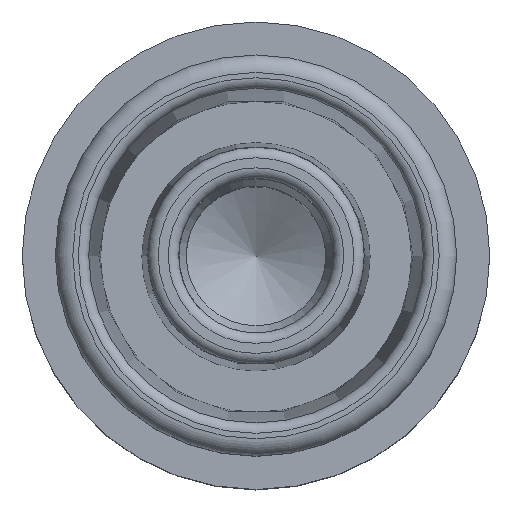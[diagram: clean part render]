
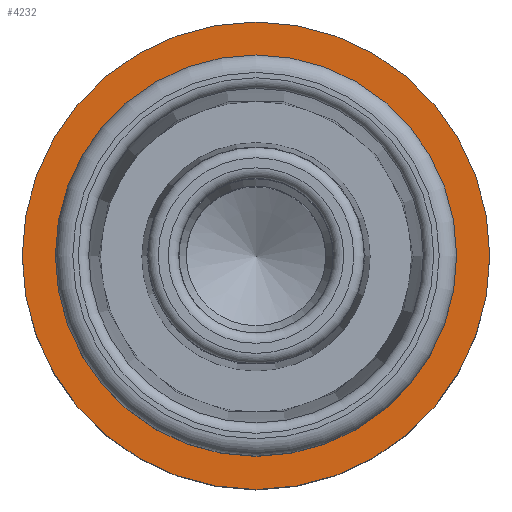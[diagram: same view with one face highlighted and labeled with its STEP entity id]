
A CAD part, top view. The second image highlights one B-rep face of the part: STEP entity #4232.
In plain terms, the highlighted planar face has unit normal (0, 0, 1).
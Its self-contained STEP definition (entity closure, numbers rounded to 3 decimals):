
#622 = CARTESIAN_POINT ( 'NONE',  ( 5.75, 0., -3.19 ) ) ;
#647 = EDGE_CURVE ( 'NONE', #675, #675, #7651, .T. ) ;
#650 = DIRECTION ( 'NONE',  ( 1., 0., 0. ) ) ;
#675 = VERTEX_POINT ( 'NONE', #622 ) ;
#986 = FACE_OUTER_BOUND ( 'NONE', #8147, .T. ) ;
#1044 = DIRECTION ( 'NONE',  ( 0., 0., 1. ) ) ;
#1722 = DIRECTION ( 'NONE',  ( 0., 0., -1. ) ) ;
#1751 = ORIENTED_EDGE ( 'NONE', *, *, #3031, .T. ) ;
#1788 = EDGE_LOOP ( 'NONE', ( #6100 ) ) ;
#2670 = DIRECTION ( 'NONE',  ( 0., 0., 1. ) ) ;
#2738 = AXIS2_PLACEMENT_3D ( 'NONE', #7555, #1722, #6877 ) ;
#3004 = PLANE ( 'NONE',  #2738 ) ;
#3031 = EDGE_CURVE ( 'NONE', #7409, #7409, #7304, .T. ) ;
#3847 = CARTESIAN_POINT ( 'NONE',  ( 0., 0., -3.19 ) ) ;
#4232 = ADVANCED_FACE ( 'NONE', ( #6305, #986 ), #3004, .F. ) ;
#4374 = DIRECTION ( 'NONE',  ( 1., 0., 0. ) ) ;
#4853 = CARTESIAN_POINT ( 'NONE',  ( 0., 0., -3.19 ) ) ;
#6100 = ORIENTED_EDGE ( 'NONE', *, *, #647, .F. ) ;
#6305 = FACE_BOUND ( 'NONE', #1788, .T. ) ;
#6681 = CARTESIAN_POINT ( 'NONE',  ( 6.7, 0., -3.19 ) ) ;
#6877 = DIRECTION ( 'NONE',  ( -1., 0., 0. ) ) ;
#6981 = AXIS2_PLACEMENT_3D ( 'NONE', #4853, #2670, #650 ) ;
#7304 = CIRCLE ( 'NONE', #8507, 6.7 ) ;
#7409 = VERTEX_POINT ( 'NONE', #6681 ) ;
#7555 = CARTESIAN_POINT ( 'NONE',  ( 0., 6.7, -3.19 ) ) ;
#7651 = CIRCLE ( 'NONE', #6981, 5.75 ) ;
#8147 = EDGE_LOOP ( 'NONE', ( #1751 ) ) ;
#8507 = AXIS2_PLACEMENT_3D ( 'NONE', #3847, #1044, #4374 ) ;
